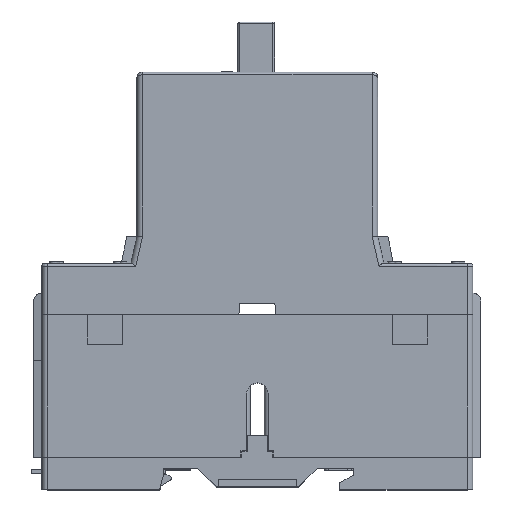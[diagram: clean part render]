
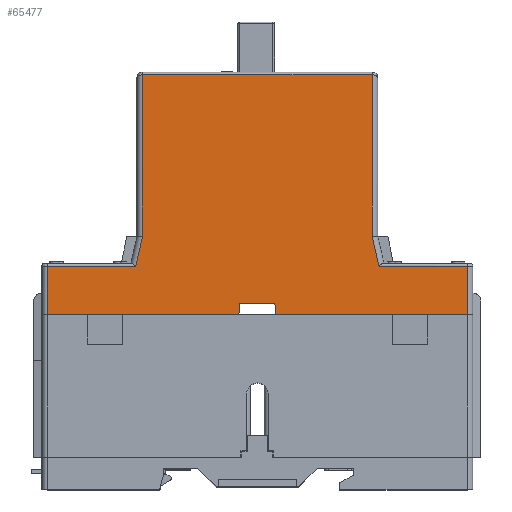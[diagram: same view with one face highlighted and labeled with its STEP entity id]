
A CAD part, top view. The second image highlights one B-rep face of the part: STEP entity #65477.
In plain terms, the highlighted planar face has unit normal (0, 0, 1).
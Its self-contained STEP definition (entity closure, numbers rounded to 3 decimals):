
#41399=DIRECTION('',(-1.,0.,0.));
#41400=VECTOR('',#41399,33.316);
#41401=CARTESIAN_POINT('',(-3.434,0.,22.15));
#41402=LINE('',#41401,#41400);
#41406=DIRECTION('',(0.,1.,0.));
#41407=VECTOR('',#41406,0.25);
#41408=CARTESIAN_POINT('',(-38.75,-0.25,22.15));
#41409=LINE('',#41408,#41407);
#41413=DIRECTION('',(-1.,0.,0.));
#41414=VECTOR('',#41413,0.25);
#41415=CARTESIAN_POINT('',(-38.75,0.,22.15));
#41416=LINE('',#41415,#41414);
#41420=DIRECTION('',(0.224,0.975,0.));
#41421=VECTOR('',#41420,5.527);
#41422=CARTESIAN_POINT('',(-22.589,9.,22.15));
#41423=LINE('',#41422,#41421);
#41427=DIRECTION('',(0.224,-0.975,0.));
#41428=VECTOR('',#41427,5.527);
#41429=CARTESIAN_POINT('',(21.35,14.386,22.15));
#41430=LINE('',#41429,#41428);
#41434=DIRECTION('',(-1.,0.,0.));
#41435=VECTOR('',#41434,0.25);
#41436=CARTESIAN_POINT('',(39.,0.,22.15));
#41437=LINE('',#41436,#41435);
#41441=DIRECTION('',(0.,1.,0.));
#41442=VECTOR('',#41441,0.25);
#41443=CARTESIAN_POINT('',(36.75,-0.25,22.15));
#41444=LINE('',#41443,#41442);
#41448=DIRECTION('',(-1.,0.,0.));
#41449=VECTOR('',#41448,33.316);
#41450=CARTESIAN_POINT('',(36.75,0.,22.15));
#41451=LINE('',#41450,#41449);
#41455=DIRECTION('',(-0.087,0.996,0.));
#41456=VECTOR('',#41455,2.108);
#41457=CARTESIAN_POINT('',(3.434,0.,22.15));
#41458=LINE('',#41457,#41456);
#41462=DIRECTION('',(-0.087,-0.996,0.));
#41463=VECTOR('',#41462,2.108);
#41464=CARTESIAN_POINT('',(-3.25,2.1,22.15));
#41465=LINE('',#41464,#41463);
#41490=DIRECTION('',(0.,1.,0.));
#41491=VECTOR('',#41490,0.25);
#41492=CARTESIAN_POINT('',(-36.75,-0.25,22.15));
#41493=LINE('',#41492,#41491);
#41504=DIRECTION('',(1.,0.,0.));
#41505=VECTOR('',#41504,2.);
#41506=CARTESIAN_POINT('',(-38.75,-0.25,22.15));
#41507=LINE('',#41506,#41505);
#43443=DIRECTION('',(-1.,0.,0.));
#43444=VECTOR('',#43443,42.7);
#43445=CARTESIAN_POINT('',(21.35,44.5,22.15));
#43446=LINE('',#43445,#43444);
#43477=DIRECTION('',(0.,1.,0.));
#43478=VECTOR('',#43477,30.114);
#43479=CARTESIAN_POINT('',(21.35,14.386,22.15));
#43480=LINE('',#43479,#43478);
#43790=DIRECTION('',(0.,1.,0.));
#43791=VECTOR('',#43790,0.25);
#43792=CARTESIAN_POINT('',(38.75,-0.25,22.15));
#43793=LINE('',#43792,#43791);
#43797=DIRECTION('',(1.,0.,0.));
#43798=VECTOR('',#43797,2.);
#43799=CARTESIAN_POINT('',(36.75,-0.25,22.15));
#43800=LINE('',#43799,#43798);
#43846=DIRECTION('',(0.,1.,0.));
#43847=VECTOR('',#43846,9.);
#43848=CARTESIAN_POINT('',(39.,0.,22.15));
#43849=LINE('',#43848,#43847);
#43898=DIRECTION('',(-1.,0.,0.));
#43899=VECTOR('',#43898,16.411);
#43900=CARTESIAN_POINT('',(39.,9.,22.15));
#43901=LINE('',#43900,#43899);
#44319=DIRECTION('',(0.,-1.,0.));
#44320=VECTOR('',#44319,30.114);
#44321=CARTESIAN_POINT('',(-21.35,44.5,
22.15));
#44322=LINE('',#44321,#44320);
#44352=DIRECTION('',(-1.,0.,0.));
#44353=VECTOR('',#44352,16.411);
#44354=CARTESIAN_POINT('',(-22.589,9.,22.15));
#44355=LINE('',#44354,#44353);
#44402=DIRECTION('',(0.,-1.,0.));
#44403=VECTOR('',#44402,9.);
#44404=CARTESIAN_POINT('',(-39.,9.,22.15));
#44405=LINE('',#44404,#44403);
#54341=DIRECTION('',(1.,0.,0.));
#54342=VECTOR('',#54341,6.5);
#54343=CARTESIAN_POINT('',(-3.25,2.1,22.15));
#54344=LINE('',#54343,#54342);
#60826=CARTESIAN_POINT('',(3.434,0.,22.15));
#60827=VERTEX_POINT('',#60826);
#60828=CARTESIAN_POINT('',(36.75,0.,22.15));
#60829=VERTEX_POINT('',#60828);
#60830=CARTESIAN_POINT('',(3.25,2.1,22.15));
#60831=VERTEX_POINT('',#60830);
#60832=CARTESIAN_POINT('',(-3.434,0.,22.15));
#60833=CARTESIAN_POINT('',(-36.75,0.,22.15));
#60834=VERTEX_POINT('',#60832);
#60835=VERTEX_POINT('',#60833);
#60836=CARTESIAN_POINT('',(-36.75,-0.25,22.15));
#60837=VERTEX_POINT('',#60836);
#60838=CARTESIAN_POINT('',(-38.75,-0.25,22.15));
#60839=VERTEX_POINT('',#60838);
#60840=CARTESIAN_POINT('',(-38.75,0.,22.15));
#60841=VERTEX_POINT('',#60840);
#60842=CARTESIAN_POINT('',(-39.,0.,22.15));
#60843=VERTEX_POINT('',#60842);
#60844=CARTESIAN_POINT('',(-39.,9.,22.15));
#60845=VERTEX_POINT('',#60844);
#60846=CARTESIAN_POINT('',(-22.589,9.,22.15));
#60847=VERTEX_POINT('',#60846);
#60848=CARTESIAN_POINT('',(-21.35,14.386,22.15));
#60849=VERTEX_POINT('',#60848);
#60850=CARTESIAN_POINT('',(-21.35,44.5,
22.15));
#60851=VERTEX_POINT('',#60850);
#60852=CARTESIAN_POINT('',(21.35,44.5,22.15));
#60853=VERTEX_POINT('',#60852);
#60854=CARTESIAN_POINT('',(21.35,14.386,22.15));
#60855=VERTEX_POINT('',#60854);
#60856=CARTESIAN_POINT('',(22.589,9.,22.15));
#60857=VERTEX_POINT('',#60856);
#60858=CARTESIAN_POINT('',(39.,9.,22.15));
#60859=VERTEX_POINT('',#60858);
#60860=CARTESIAN_POINT('',(39.,0.,22.15));
#60861=VERTEX_POINT('',#60860);
#60862=CARTESIAN_POINT('',(38.75,0.,22.15));
#60863=VERTEX_POINT('',#60862);
#60864=CARTESIAN_POINT('',(38.75,-0.25,22.15));
#60865=VERTEX_POINT('',#60864);
#60866=CARTESIAN_POINT('',(36.75,-0.25,22.15));
#60867=VERTEX_POINT('',#60866);
#60868=CARTESIAN_POINT('',(-3.25,2.1,22.15));
#60869=VERTEX_POINT('',#60868);
#65428=CARTESIAN_POINT('',(0.,0.,22.15));
#65429=DIRECTION('',(0.,0.,1.));
#65430=DIRECTION('',(1.,0.,0.));
#65431=AXIS2_PLACEMENT_3D('',#65428,#65429,#65430);
#65432=PLANE('',#65431);
#65434=ORIENTED_EDGE('',*,*,#65433,.T.);
#65436=ORIENTED_EDGE('',*,*,#65435,.F.);
#65438=ORIENTED_EDGE('',*,*,#65437,.F.);
#65440=ORIENTED_EDGE('',*,*,#65439,.T.);
#65442=ORIENTED_EDGE('',*,*,#65441,.T.);
#65444=ORIENTED_EDGE('',*,*,#65443,.F.);
#65446=ORIENTED_EDGE('',*,*,#65445,.F.);
#65448=ORIENTED_EDGE('',*,*,#65447,.T.);
#65450=ORIENTED_EDGE('',*,*,#65449,.F.);
#65452=ORIENTED_EDGE('',*,*,#65451,.F.);
#65454=ORIENTED_EDGE('',*,*,#65453,.F.);
#65456=ORIENTED_EDGE('',*,*,#65455,.T.);
#65458=ORIENTED_EDGE('',*,*,#65457,.F.);
#65460=ORIENTED_EDGE('',*,*,#65459,.F.);
#65462=ORIENTED_EDGE('',*,*,#65461,.T.);
#65464=ORIENTED_EDGE('',*,*,#65463,.F.);
#65466=ORIENTED_EDGE('',*,*,#65465,.F.);
#65468=ORIENTED_EDGE('',*,*,#65467,.T.);
#65469=ORIENTED_EDGE('',*,*,#65403,.T.);
#65470=ORIENTED_EDGE('',*,*,#65419,.T.);
#65472=ORIENTED_EDGE('',*,*,#65471,.F.);
#65474=ORIENTED_EDGE('',*,*,#65473,.T.);
#65475=EDGE_LOOP('',(#65434,#65436,#65438,#65440,#65442,#65444,#65446,#65448,
#65450,#65452,#65454,#65456,#65458,#65460,#65462,#65464,#65466,#65468,#65469,
#65470,#65472,#65474));
#65476=FACE_OUTER_BOUND('',#65475,.F.);
#65403=EDGE_CURVE('',#60829,#60827,#41451,.T.);
#65419=EDGE_CURVE('',#60827,#60831,#41458,.T.);
#65433=EDGE_CURVE('',#60834,#60835,#41402,.T.);
#65435=EDGE_CURVE('',#60837,#60835,#41493,.T.);
#65437=EDGE_CURVE('',#60839,#60837,#41507,.T.);
#65439=EDGE_CURVE('',#60839,#60841,#41409,.T.);
#65441=EDGE_CURVE('',#60841,#60843,#41416,.T.);
#65443=EDGE_CURVE('',#60845,#60843,#44405,.T.);
#65445=EDGE_CURVE('',#60847,#60845,#44355,.T.);
#65447=EDGE_CURVE('',#60847,#60849,#41423,.T.);
#65449=EDGE_CURVE('',#60851,#60849,#44322,.T.);
#65451=EDGE_CURVE('',#60853,#60851,#43446,.T.);
#65453=EDGE_CURVE('',#60855,#60853,#43480,.T.);
#65455=EDGE_CURVE('',#60855,#60857,#41430,.T.);
#65457=EDGE_CURVE('',#60859,#60857,#43901,.T.);
#65459=EDGE_CURVE('',#60861,#60859,#43849,.T.);
#65461=EDGE_CURVE('',#60861,#60863,#41437,.T.);
#65463=EDGE_CURVE('',#60865,#60863,#43793,.T.);
#65465=EDGE_CURVE('',#60867,#60865,#43800,.T.);
#65467=EDGE_CURVE('',#60867,#60829,#41444,.T.);
#65471=EDGE_CURVE('',#60869,#60831,#54344,.T.);
#65473=EDGE_CURVE('',#60869,#60834,#41465,.T.);
#65477=ADVANCED_FACE('',(#65476),#65432,.T.);
